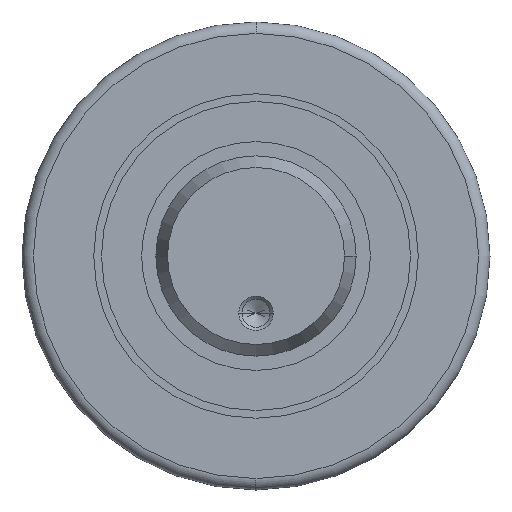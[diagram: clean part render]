
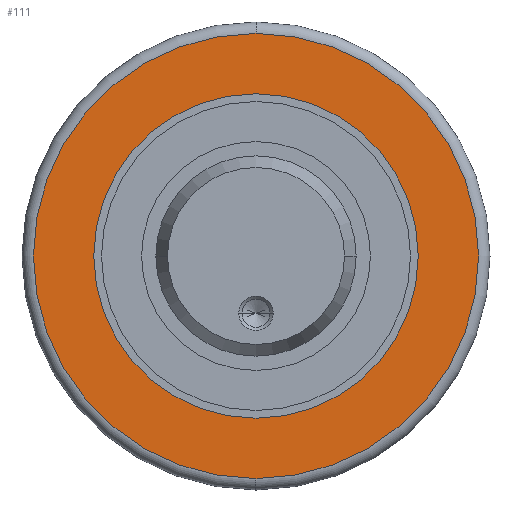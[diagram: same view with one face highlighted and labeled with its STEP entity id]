
A CAD part, left-side view. The second image highlights one B-rep face of the part: STEP entity #111.
In plain terms, the highlighted planar face has unit normal (-1, 0, 0).
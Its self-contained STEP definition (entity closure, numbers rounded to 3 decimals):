
#111=ADVANCED_FACE('',(#199,#200),#201,.T.);
#199=FACE_BOUND('',#303,.T.);
#200=FACE_OUTER_BOUND('',#304,.T.);
#201=PLANE('',#305);
#303=EDGE_LOOP('',(#605,#606));
#304=EDGE_LOOP('',(#607,#608,#609));
#305=AXIS2_PLACEMENT_3D('',#610,#611,#612);
#605=ORIENTED_EDGE('',*,*,#791,.T.);
#606=ORIENTED_EDGE('',*,*,#735,.T.);
#607=ORIENTED_EDGE('',*,*,#712,.T.);
#608=ORIENTED_EDGE('',*,*,#796,.T.);
#609=ORIENTED_EDGE('',*,*,#713,.T.);
#610=CARTESIAN_POINT('',(10.5,19.45,0.));
#611=DIRECTION('',(-1.0,0.,0.));
#612=DIRECTION('',(0.,1.0,0.));
#712=EDGE_CURVE('',#839,#837,#840,.T.);
#713=EDGE_CURVE('',#831,#839,#841,.T.);
#735=EDGE_CURVE('',#876,#880,#882,.T.);
#791=EDGE_CURVE('',#880,#876,#973,.T.);
#796=EDGE_CURVE('',#837,#831,#978,.T.);
#831=VERTEX_POINT('',#1019);
#837=VERTEX_POINT('',#1025);
#839=VERTEX_POINT('',#1027);
#840=CIRCLE('',#1028,38.9);
#841=CIRCLE('',#1029,38.9);
#876=VERTEX_POINT('',#1070);
#880=VERTEX_POINT('',#1075);
#882=CIRCLE('',#1078,28.35);
#973=CIRCLE('',#1366,28.35);
#978=CIRCLE('',#1371,38.9);
#1019=CARTESIAN_POINT('',(10.5,0.,38.9));
#1025=CARTESIAN_POINT('',(10.5,0.,-38.9));
#1027=CARTESIAN_POINT('',(10.5,38.9,0.));
#1028=AXIS2_PLACEMENT_3D('',#1417,#1418,#1419);
#1029=AXIS2_PLACEMENT_3D('',#1420,#1421,#1422);
#1070=CARTESIAN_POINT('',(10.5,0.,-28.35));
#1075=CARTESIAN_POINT('',(10.5,0.,28.35));
#1078=AXIS2_PLACEMENT_3D('',#1470,#1471,#1472);
#1366=AXIS2_PLACEMENT_3D('',#1556,#1557,#1558);
#1371=AXIS2_PLACEMENT_3D('',#1571,#1572,#1573);
#1417=CARTESIAN_POINT('',(10.5,0.0,0.));
#1418=DIRECTION('',(-1.0,0.0,0.));
#1419=DIRECTION('',(0.0,1.0,0.0));
#1420=CARTESIAN_POINT('',(10.5,0.0,0.));
#1421=DIRECTION('',(-1.0,0.0,0.));
#1422=DIRECTION('',(0.0,1.0,0.0));
#1470=CARTESIAN_POINT('',(10.5,0.0,0.0));
#1471=DIRECTION('',(1.0,0.,0.));
#1472=DIRECTION('',(0.,0.,-1.0));
#1556=CARTESIAN_POINT('',(10.5,0.0,0.0));
#1557=DIRECTION('',(1.0,0.,0.));
#1558=DIRECTION('',(0.,0.,-1.0));
#1571=CARTESIAN_POINT('',(10.5,0.0,0.));
#1572=DIRECTION('',(-1.0,0.0,0.));
#1573=DIRECTION('',(0.0,1.0,0.0));
